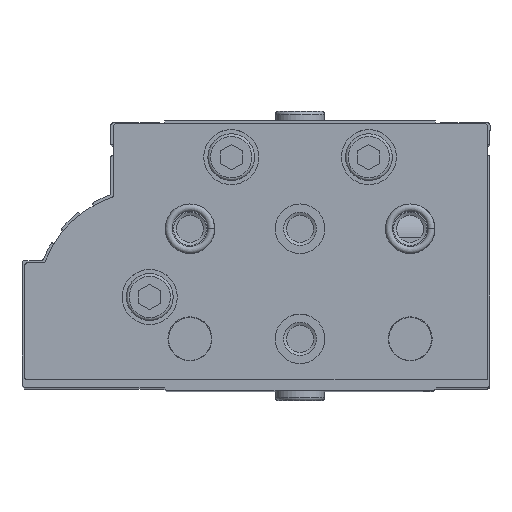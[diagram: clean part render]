
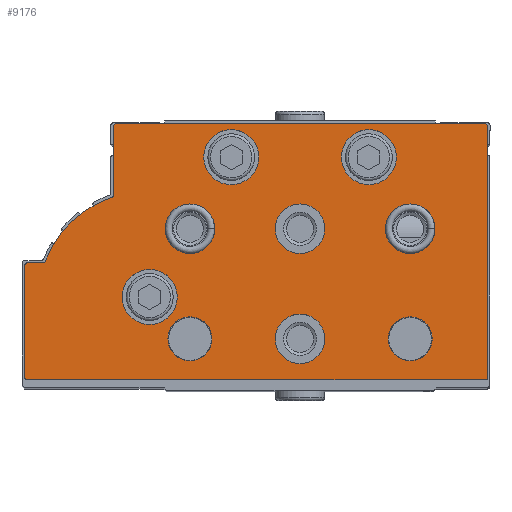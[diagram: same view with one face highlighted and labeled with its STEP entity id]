
A CAD part, top view. The second image highlights one B-rep face of the part: STEP entity #9176.
In plain terms, the highlighted face is planar.
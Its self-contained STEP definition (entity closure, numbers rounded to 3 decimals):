
#941=LINE('',#15615,#1674);
#943=LINE('',#15619,#1676);
#946=LINE('',#15627,#1679);
#949=LINE('',#15635,#1682);
#954=LINE('',#15651,#1687);
#957=LINE('',#15659,#1690);
#1674=VECTOR('',#12635,1000.);
#1676=VECTOR('',#12639,1000.);
#1679=VECTOR('',#12648,1000.);
#1682=VECTOR('',#12657,1000.);
#1687=VECTOR('',#12676,1000.);
#1690=VECTOR('',#12685,1000.);
#3617=ORIENTED_EDGE('',*,*,#5277,.T.);
#3618=ORIENTED_EDGE('',*,*,#5278,.T.);
#3619=ORIENTED_EDGE('',*,*,#5279,.T.);
#3620=ORIENTED_EDGE('',*,*,#5280,.T.);
#3621=ORIENTED_EDGE('',*,*,#5281,.T.);
#3622=ORIENTED_EDGE('',*,*,#5282,.T.);
#3623=ORIENTED_EDGE('',*,*,#5283,.T.);
#3624=ORIENTED_EDGE('',*,*,#5284,.T.);
#3625=ORIENTED_EDGE('',*,*,#5285,.T.);
#3626=ORIENTED_EDGE('',*,*,#5250,.F.);
#3627=ORIENTED_EDGE('',*,*,#5275,.F.);
#3628=ORIENTED_EDGE('',*,*,#5273,.F.);
#3629=ORIENTED_EDGE('',*,*,#5271,.F.);
#3630=ORIENTED_EDGE('',*,*,#5269,.T.);
#3631=ORIENTED_EDGE('',*,*,#5267,.F.);
#3632=ORIENTED_EDGE('',*,*,#5265,.T.);
#3633=ORIENTED_EDGE('',*,*,#5263,.F.);
#3634=ORIENTED_EDGE('',*,*,#5261,.F.);
#3635=ORIENTED_EDGE('',*,*,#5259,.F.);
#3636=ORIENTED_EDGE('',*,*,#5257,.F.);
#3637=ORIENTED_EDGE('',*,*,#5255,.F.);
#3638=ORIENTED_EDGE('',*,*,#5253,.F.);
#5250=EDGE_CURVE('',#6262,#6263,#6794,.T.);
#5253=EDGE_CURVE('',#6263,#6264,#941,.T.);
#5255=EDGE_CURVE('',#6264,#6265,#943,.T.);
#5257=EDGE_CURVE('',#6265,#6266,#6795,.T.);
#5259=EDGE_CURVE('',#6266,#6267,#946,.T.);
#5261=EDGE_CURVE('',#6267,#6268,#6796,.T.);
#5263=EDGE_CURVE('',#6268,#6269,#949,.T.);
#5265=EDGE_CURVE('',#6270,#6269,#6797,.T.);
#5267=EDGE_CURVE('',#6270,#6271,#6798,.T.);
#5269=EDGE_CURVE('',#6272,#6271,#6799,.T.);
#5271=EDGE_CURVE('',#6272,#6273,#954,.T.);
#5273=EDGE_CURVE('',#6273,#6274,#6800,.T.);
#5275=EDGE_CURVE('',#6274,#6262,#957,.T.);
#5277=EDGE_CURVE('',#6275,#6275,#6801,.T.);
#5278=EDGE_CURVE('',#6276,#6276,#6802,.T.);
#5279=EDGE_CURVE('',#6277,#6277,#6803,.T.);
#5280=EDGE_CURVE('',#6278,#6278,#6804,.T.);
#5281=EDGE_CURVE('',#6279,#6279,#6805,.T.);
#5282=EDGE_CURVE('',#6280,#6280,#6806,.T.);
#5283=EDGE_CURVE('',#6281,#6281,#6807,.T.);
#5284=EDGE_CURVE('',#6282,#6282,#6808,.T.);
#5285=EDGE_CURVE('',#6283,#6283,#6809,.T.);
#6262=VERTEX_POINT('',#15610);
#6263=VERTEX_POINT('',#15611);
#6264=VERTEX_POINT('',#15616);
#6265=VERTEX_POINT('',#15620);
#6266=VERTEX_POINT('',#15624);
#6267=VERTEX_POINT('',#15628);
#6268=VERTEX_POINT('',#15632);
#6269=VERTEX_POINT('',#15636);
#6270=VERTEX_POINT('',#15640);
#6271=VERTEX_POINT('',#15644);
#6272=VERTEX_POINT('',#15648);
#6273=VERTEX_POINT('',#15652);
#6274=VERTEX_POINT('',#15656);
#6275=VERTEX_POINT('',#15663);
#6276=VERTEX_POINT('',#15665);
#6277=VERTEX_POINT('',#15667);
#6278=VERTEX_POINT('',#15669);
#6279=VERTEX_POINT('',#15671);
#6280=VERTEX_POINT('',#15673);
#6281=VERTEX_POINT('',#15675);
#6282=VERTEX_POINT('',#15677);
#6283=VERTEX_POINT('',#15679);
#6794=CIRCLE('',#10343,0.5);
#6795=CIRCLE('',#10347,0.5);
#6796=CIRCLE('',#10350,0.5);
#6797=CIRCLE('',#10353,0.5);
#6798=CIRCLE('',#10355,19.5);
#6799=CIRCLE('',#10357,0.5);
#6800=CIRCLE('',#10360,0.5);
#6801=CIRCLE('',#10363,5.);
#6802=CIRCLE('',#10364,5.);
#6803=CIRCLE('',#10365,5.);
#6804=CIRCLE('',#10366,4.5);
#6805=CIRCLE('',#10367,4.5);
#6806=CIRCLE('',#10368,4.5);
#6807=CIRCLE('',#10369,4.5);
#6808=CIRCLE('',#10370,4.);
#6809=CIRCLE('',#10371,4.);
#7425=EDGE_LOOP('',(#3617));
#7426=EDGE_LOOP('',(#3618));
#7427=EDGE_LOOP('',(#3619));
#7428=EDGE_LOOP('',(#3620));
#7429=EDGE_LOOP('',(#3621));
#7430=EDGE_LOOP('',(#3622));
#7431=EDGE_LOOP('',(#3623));
#7432=EDGE_LOOP('',(#3624));
#7433=EDGE_LOOP('',(#3625));
#7434=EDGE_LOOP('',(#3626,#3627,#3628,#3629,#3630,#3631,#3632,#3633,#3634,
#3635,#3636,#3637,#3638));
#8223=FACE_BOUND('',#7425,.T.);
#8224=FACE_BOUND('',#7426,.T.);
#8225=FACE_BOUND('',#7427,.T.);
#8226=FACE_BOUND('',#7428,.T.);
#8227=FACE_BOUND('',#7429,.T.);
#8228=FACE_BOUND('',#7430,.T.);
#8229=FACE_BOUND('',#7431,.T.);
#8230=FACE_BOUND('',#7432,.T.);
#8231=FACE_BOUND('',#7433,.T.);
#8232=FACE_BOUND('',#7434,.T.);
#8717=PLANE('',#10362);
#9176=ADVANCED_FACE('',(#8223,#8224,#8225,#8226,#8227,#8228,#8229,#8230,
#8231,#8232),#8717,.F.);
#10343=AXIS2_PLACEMENT_3D('',#15609,#12629,#12630);
#10347=AXIS2_PLACEMENT_3D('',#15623,#12643,#12644);
#10350=AXIS2_PLACEMENT_3D('',#15631,#12652,#12653);
#10353=AXIS2_PLACEMENT_3D('',#15639,#12661,#12662);
#10355=AXIS2_PLACEMENT_3D('',#15643,#12666,#12667);
#10357=AXIS2_PLACEMENT_3D('',#15647,#12671,#12672);
#10360=AXIS2_PLACEMENT_3D('',#15655,#12680,#12681);
#10362=AXIS2_PLACEMENT_3D('',#15661,#12687,#12688);
#10363=AXIS2_PLACEMENT_3D('',#15662,#12689,#12690);
#10364=AXIS2_PLACEMENT_3D('',#15664,#12691,#12692);
#10365=AXIS2_PLACEMENT_3D('',#15666,#12693,#12694);
#10366=AXIS2_PLACEMENT_3D('',#15668,#12695,#12696);
#10367=AXIS2_PLACEMENT_3D('',#15670,#12697,#12698);
#10368=AXIS2_PLACEMENT_3D('',#15672,#12699,#12700);
#10369=AXIS2_PLACEMENT_3D('',#15674,#12701,#12702);
#10370=AXIS2_PLACEMENT_3D('',#15676,#12703,#12704);
#10371=AXIS2_PLACEMENT_3D('',#15678,#12705,#12706);
#12629=DIRECTION('',(0.,0.,1.));
#12630=DIRECTION('',(1.,0.,0.));
#12635=DIRECTION('',(0.,-1.,0.));
#12639=DIRECTION('',(1.,0.,0.));
#12643=DIRECTION('',(0.,0.,1.));
#12644=DIRECTION('',(1.,0.,0.));
#12648=DIRECTION('',(0.,1.,0.));
#12652=DIRECTION('',(0.,0.,1.));
#12653=DIRECTION('',(1.,0.,0.));
#12657=DIRECTION('',(-1.,0.,0.));
#12661=DIRECTION('',(0.,0.,1.));
#12662=DIRECTION('',(1.,0.,0.));
#12666=DIRECTION('',(0.,0.,1.));
#12667=DIRECTION('',(1.,0.,0.));
#12671=DIRECTION('',(0.,0.,1.));
#12672=DIRECTION('',(1.,0.,0.));
#12676=DIRECTION('',(0.,1.,0.));
#12680=DIRECTION('',(0.,0.,1.));
#12681=DIRECTION('',(1.,0.,0.));
#12685=DIRECTION('',(-1.,0.,0.));
#12687=DIRECTION('',(0.,0.,1.));
#12688=DIRECTION('',(1.,0.,0.));
#12689=DIRECTION('',(0.,0.,1.));
#12690=DIRECTION('',(1.,0.,0.));
#12691=DIRECTION('',(0.,0.,1.));
#12692=DIRECTION('',(1.,0.,0.));
#12693=DIRECTION('',(0.,0.,1.));
#12694=DIRECTION('',(1.,0.,0.));
#12695=DIRECTION('',(0.,0.,1.));
#12696=DIRECTION('',(1.,0.,0.));
#12697=DIRECTION('',(0.,0.,1.));
#12698=DIRECTION('',(1.,0.,0.));
#12699=DIRECTION('',(0.,0.,1.));
#12700=DIRECTION('',(1.,0.,0.));
#12701=DIRECTION('',(0.,0.,1.));
#12702=DIRECTION('',(1.,0.,0.));
#12703=DIRECTION('',(0.,0.,1.));
#12704=DIRECTION('',(1.,0.,0.));
#12705=DIRECTION('',(0.,0.,1.));
#12706=DIRECTION('',(1.,0.,0.));
#15609=CARTESIAN_POINT('',(0.5,46.,0.));
#15610=CARTESIAN_POINT('',(0.5,46.5,0.));
#15611=CARTESIAN_POINT('',(0.,46.,0.));
#15615=CARTESIAN_POINT('',(0.,46.,0.));
#15616=CARTESIAN_POINT('',(0.,0.,0.));
#15619=CARTESIAN_POINT('',(0.,0.,0.));
#15620=CARTESIAN_POINT('',(83.5,0.,0.));
#15623=CARTESIAN_POINT('',(83.5,0.5,0.));
#15624=CARTESIAN_POINT('',(84.,0.5,0.));
#15627=CARTESIAN_POINT('',(84.,0.5,0.));
#15628=CARTESIAN_POINT('',(84.,20.7,0.));
#15631=CARTESIAN_POINT('',(83.5,20.7,0.));
#15632=CARTESIAN_POINT('',(83.5,21.2,0.));
#15635=CARTESIAN_POINT('',(83.5,21.2,0.));
#15636=CARTESIAN_POINT('',(80.697,21.2,0.));
#15639=CARTESIAN_POINT('',(80.697,21.7,0.));
#15640=CARTESIAN_POINT('',(80.23,21.523,0.));
#15643=CARTESIAN_POINT('',(62.,14.6,0.));
#15644=CARTESIAN_POINT('',(68.191,33.091,0.));
#15647=CARTESIAN_POINT('',(68.35,33.565,0.));
#15648=CARTESIAN_POINT('',(67.85,33.565,0.));
#15651=CARTESIAN_POINT('',(67.85,33.565,0.));
#15652=CARTESIAN_POINT('',(67.85,46.,0.));
#15655=CARTESIAN_POINT('',(67.35,46.,0.));
#15656=CARTESIAN_POINT('',(67.35,46.5,0.));
#15659=CARTESIAN_POINT('',(67.35,46.5,0.));
#15661=CARTESIAN_POINT('',(0.5,46.,0.));
#15662=CARTESIAN_POINT('',(61.3,15.,0.));
#15663=CARTESIAN_POINT('',(66.3,15.,0.));
#15664=CARTESIAN_POINT('',(46.5,40.4,0.));
#15665=CARTESIAN_POINT('',(51.5,40.4,0.));
#15666=CARTESIAN_POINT('',(21.5,40.4,0.));
#15667=CARTESIAN_POINT('',(26.5,40.4,0.));
#15668=CARTESIAN_POINT('',(54.,27.4,0.));
#15669=CARTESIAN_POINT('',(58.5,27.4,0.));
#15670=CARTESIAN_POINT('',(34.,27.4,0.));
#15671=CARTESIAN_POINT('',(38.5,27.4,0.));
#15672=CARTESIAN_POINT('',(14.,27.4,0.));
#15673=CARTESIAN_POINT('',(18.5,27.4,0.));
#15674=CARTESIAN_POINT('',(34.,7.4,0.));
#15675=CARTESIAN_POINT('',(38.5,7.4,0.));
#15676=CARTESIAN_POINT('',(54.,7.4,0.));
#15677=CARTESIAN_POINT('',(58.,7.4,0.));
#15678=CARTESIAN_POINT('',(14.,7.4,0.));
#15679=CARTESIAN_POINT('',(18.,7.4,0.));
